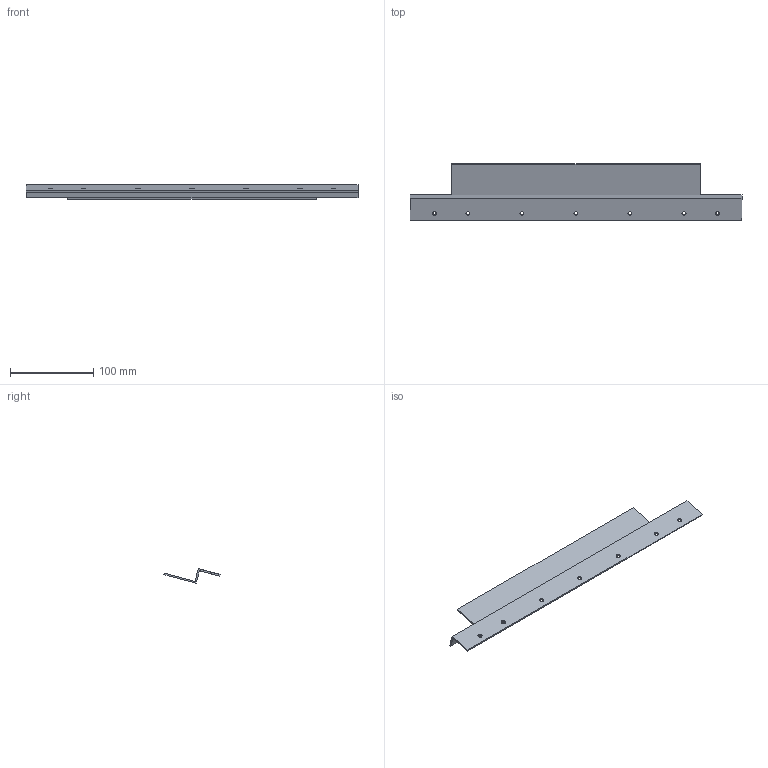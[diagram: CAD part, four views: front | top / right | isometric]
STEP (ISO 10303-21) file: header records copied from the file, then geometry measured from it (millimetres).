
FILE_DESCRIPTION(/* description */ (''),/* implementation_level */ '2;1');
FILE_NAME(/* name */ 'Screen-Down.step',/* time_stamp */ '2025-12-01T20:54:45+01:00',/* author */ (''),/* organization */ (''),/* preprocessor_version */ 'ST-DEVELOPER v20.1',/* originating_system */ 'Autodesk Translation Framework v14.17.0.0',/* authorisation */ '');
FILE_SCHEMA (('AUTOMOTIVE_DESIGN { 1 0 10303 214 3 1 1 }'));
Length unit declared in the file: millimetre
Products named in the file (2): PreSonus StudioLive_16.0.2; screen-halterung-unten
Assembly tree (1 placements, depth 2):
  PreSonus StudioLive_16.0.2
    screen-halterung-unten
Bounding box: 399.2 x 67.36 x 17.6 mm (x, y, z)
Volume: 56183.5 mm3; surface area: 58432.8 mm2
Topology: 1 solids, 1 shells, 80 faces, 229 edges, 151 vertices
Faces by surface type: cylinder 49, plane 17, bspline 14
Full cylindrical faces by diameter (mm): 4.234 x7, 5.12 x8
Entity records: 7107 total; most frequent: CARTESIAN_POINT 5195, ORIENTED_EDGE 458, DIRECTION 269, EDGE_CURVE 229, VERTEX_POINT 151, B_SPLINE_CURVE_WITH_KNOTS 126, AXIS2_PLACEMENT_3D 97, EDGE_LOOP 94
